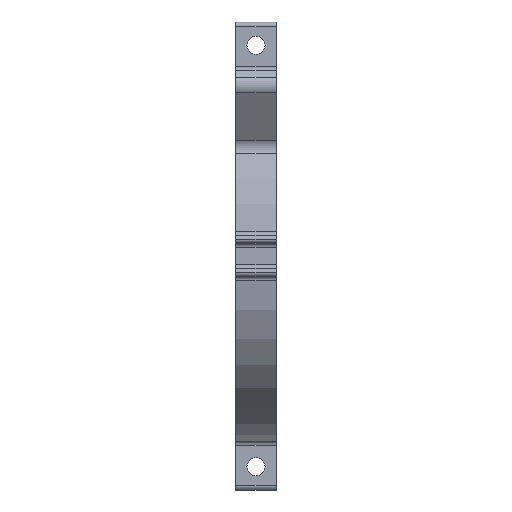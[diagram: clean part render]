
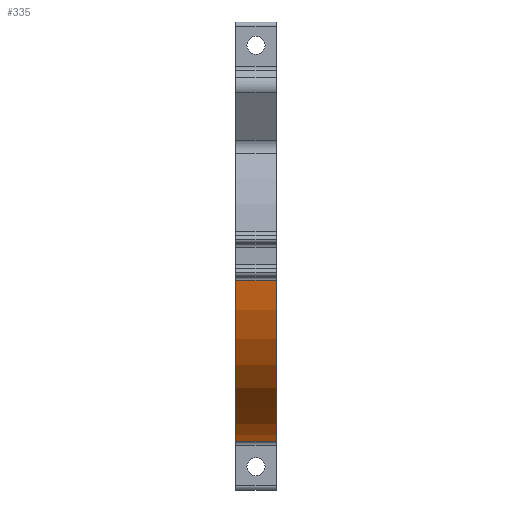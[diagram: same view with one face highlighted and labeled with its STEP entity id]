
A CAD part, left-side view. The second image highlights one B-rep face of the part: STEP entity #335.
In plain terms, the highlighted cylindrical face has radius 93 mm (diameter 186 mm), a partial arc.
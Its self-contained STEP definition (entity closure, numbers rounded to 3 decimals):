
#14 = DIRECTION ( 'NONE',  ( 0., 0., 1. ) ) ;
#49 = ORIENTED_EDGE ( 'NONE', *, *, #890, .T. ) ;
#202 = CARTESIAN_POINT ( 'NONE',  ( 0., 0., 0. ) ) ;
#335 = ADVANCED_FACE ( 'NONE', ( #2494 ), #2983, .T. ) ;
#488 = VERTEX_POINT ( 'NONE', #2570 ) ;
#516 = CARTESIAN_POINT ( 'NONE',  ( -11.992, -20., -92.224 ) ) ;
#544 = LINE ( 'NONE', #2215, #2307 ) ;
#613 = ORIENTED_EDGE ( 'NONE', *, *, #1193, .T. ) ;
#655 = CIRCLE ( 'NONE', #2137, 93. ) ;
#711 = ORIENTED_EDGE ( 'NONE', *, *, #2661, .F. ) ;
#800 = DIRECTION ( 'NONE',  ( 0., 0., 1. ) ) ;
#890 = EDGE_CURVE ( 'NONE', #3428, #2638, #1908, .T. ) ;
#1193 = EDGE_CURVE ( 'NONE', #488, #1577, #544, .T. ) ;
#1294 = ORIENTED_EDGE ( 'NONE', *, *, #3225, .T. ) ;
#1338 = CARTESIAN_POINT ( 'NONE',  ( 0., 0., 0. ) ) ;
#1356 = EDGE_LOOP ( 'NONE', ( #711, #613, #1294, #49 ) ) ;
#1577 = VERTEX_POINT ( 'NONE', #516 ) ;
#1890 = DIRECTION ( 'NONE',  ( 0., 1., 0. ) ) ;
#1908 = LINE ( 'NONE', #2401, #2358 ) ;
#2137 = AXIS2_PLACEMENT_3D ( 'NONE', #202, #2738, #3309 ) ;
#2139 = CIRCLE ( 'NONE', #3057, 93. ) ;
#2167 = CARTESIAN_POINT ( 'NONE',  ( -92.224, -20., -11.992 ) ) ;
#2215 = CARTESIAN_POINT ( 'NONE',  ( -11.992, 0., -92.224 ) ) ;
#2307 = VECTOR ( 'NONE', #3043, 1000. ) ;
#2358 = VECTOR ( 'NONE', #2714, 1000. ) ;
#2401 = CARTESIAN_POINT ( 'NONE',  ( -92.224, 0., -11.992 ) ) ;
#2494 = FACE_OUTER_BOUND ( 'NONE', #1356, .T. ) ;
#2570 = CARTESIAN_POINT ( 'NONE',  ( -11.992, 0., -92.224 ) ) ;
#2638 = VERTEX_POINT ( 'NONE', #3510 ) ;
#2661 = EDGE_CURVE ( 'NONE', #488, #2638, #655, .T. ) ;
#2714 = DIRECTION ( 'NONE',  ( 0., 1., 0. ) ) ;
#2738 = DIRECTION ( 'NONE',  ( 0., 1., 0. ) ) ;
#2983 = CYLINDRICAL_SURFACE ( 'NONE', #3101, 93. ) ;
#3043 = DIRECTION ( 'NONE',  ( 0., -1., 0. ) ) ;
#3057 = AXIS2_PLACEMENT_3D ( 'NONE', #3250, #1890, #800 ) ;
#3101 = AXIS2_PLACEMENT_3D ( 'NONE', #1338, #3536, #14 ) ;
#3225 = EDGE_CURVE ( 'NONE', #1577, #3428, #2139, .T. ) ;
#3250 = CARTESIAN_POINT ( 'NONE',  ( 0., -20., 0. ) ) ;
#3309 = DIRECTION ( 'NONE',  ( 0., 0., 1. ) ) ;
#3428 = VERTEX_POINT ( 'NONE', #2167 ) ;
#3510 = CARTESIAN_POINT ( 'NONE',  ( -92.224, 0., -11.992 ) ) ;
#3536 = DIRECTION ( 'NONE',  ( 0., 1., 0. ) ) ;
